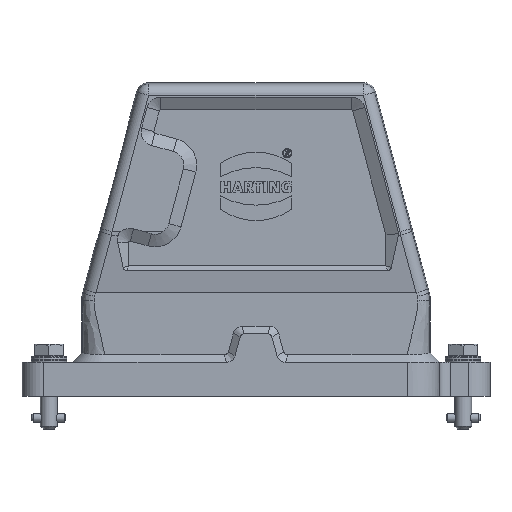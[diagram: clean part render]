
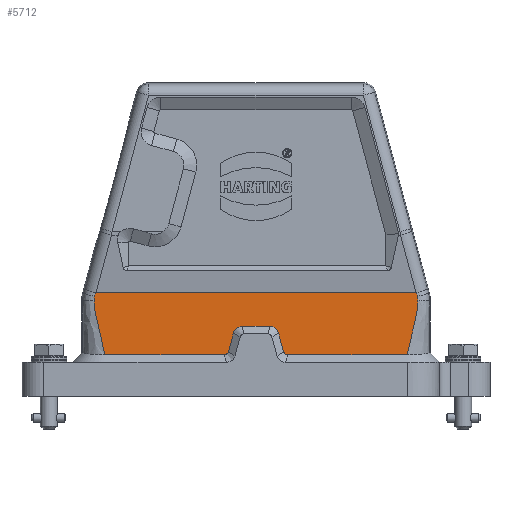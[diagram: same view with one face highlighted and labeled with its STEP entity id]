
A CAD part, front view. The second image highlights one B-rep face of the part: STEP entity #5712.
In plain terms, the highlighted planar face has unit normal (0, -1, 0).
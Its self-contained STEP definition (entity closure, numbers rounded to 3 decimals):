
#111=(
BOUNDED_CURVE()
B_SPLINE_CURVE(3,(#15214,#15215,#15216,#15217,#15218,#15219,#15220),
 .UNSPECIFIED.,.F.,.F.)
B_SPLINE_CURVE_WITH_KNOTS((4,3,4),(0.,0.333,1.),
 .UNSPECIFIED.)
CURVE()
GEOMETRIC_REPRESENTATION_ITEM()
RATIONAL_B_SPLINE_CURVE((1.,1.,1.,1.,1.,1.,1.))
REPRESENTATION_ITEM('')
);
#126=(
BOUNDED_CURVE()
B_SPLINE_CURVE(3,(#17328,#17329,#17330,#17331,#17332,#17333,#17334),
 .UNSPECIFIED.,.F.,.F.)
B_SPLINE_CURVE_WITH_KNOTS((4,3,4),(0.,0.667,1.),.UNSPECIFIED.)
CURVE()
GEOMETRIC_REPRESENTATION_ITEM()
RATIONAL_B_SPLINE_CURVE((1.,1.,1.,1.,1.,1.,1.))
REPRESENTATION_ITEM('')
);
#219=ELLIPSE('',#11686,6.001,6.);
#221=ELLIPSE('',#11691,6.001,6.);
#222=ELLIPSE('',#11692,33.546,4.);
#225=ELLIPSE('',#11701,33.546,4.);
#485=PLANE('',#12045);
#872=FACE_OUTER_BOUND('',#6472,.T.);
#1229=LINE('',#16039,#1854);
#1308=LINE('',#17356,#1933);
#1309=LINE('',#17380,#1934);
#1315=LINE('',#17842,#1940);
#1316=LINE('',#17866,#1941);
#1317=LINE('',#17879,#1942);
#1854=VECTOR('',#12890,1.);
#1933=VECTOR('',#13141,1.);
#1934=VECTOR('',#13158,1.);
#1940=VECTOR('',#13274,1.);
#1941=VECTOR('',#13277,1.);
#1942=VECTOR('',#13280,1.);
#2345=B_SPLINE_CURVE_WITH_KNOTS('',3,(#17614,#17615,#17616,#17617,#17618,
#17619,#17620,#17621),.UNSPECIFIED.,.F.,.F.,(4,2,2,4),(0.,0.25,0.5,1.),
 .UNSPECIFIED.);
#2348=B_SPLINE_CURVE_WITH_KNOTS('',3,(#17691,#17692,#17693,#17694,#17695,
#17696,#17697,#17698),.UNSPECIFIED.,.F.,.F.,(4,2,2,4),(0.,0.25,0.5,1.),
 .UNSPECIFIED.);
#2361=B_SPLINE_CURVE_WITH_KNOTS('',3,(#18001,#18002,#18003,#18004),
 .UNSPECIFIED.,.F.,.F.,(4,4),(0.,1.),.UNSPECIFIED.);
#2362=B_SPLINE_CURVE_WITH_KNOTS('',3,(#18017,#18018,#18019,#18020,#18021,
#18022),.UNSPECIFIED.,.F.,.F.,(4,2,4),(0.,0.5,1.),.UNSPECIFIED.);
#2363=B_SPLINE_CURVE_WITH_KNOTS('',3,(#18053,#18054,#18055,#18056),
 .UNSPECIFIED.,.F.,.F.,(4,4),(0.,1.),.UNSPECIFIED.);
#2364=B_SPLINE_CURVE_WITH_KNOTS('',3,(#18069,#18070,#18071,#18072,#18073,
#18074),.UNSPECIFIED.,.F.,.F.,(4,2,4),(0.,0.5,1.),.UNSPECIFIED.);
#5712=ADVANCED_FACE('',(#872),#485,.T.);
#6472=EDGE_LOOP('',(#8607,#8608,#8609,#8610,#8611,#8612,#8613,#8614,#8615,
#8616,#8617,#8618,#8619,#8620,#8621,#8622,#8623,#8624));
#8607=ORIENTED_EDGE('',*,*,#10276,.T.);
#8608=ORIENTED_EDGE('',*,*,#10288,.T.);
#8609=ORIENTED_EDGE('',*,*,#10261,.F.);
#8610=ORIENTED_EDGE('',*,*,#10206,.T.);
#8611=ORIENTED_EDGE('',*,*,#10210,.T.);
#8612=ORIENTED_EDGE('',*,*,#10214,.T.);
#8613=ORIENTED_EDGE('',*,*,#10219,.T.);
#8614=ORIENTED_EDGE('',*,*,#10065,.F.);
#8615=ORIENTED_EDGE('',*,*,#10211,.T.);
#8616=ORIENTED_EDGE('',*,*,#10207,.T.);
#8617=ORIENTED_EDGE('',*,*,#10202,.T.);
#8618=ORIENTED_EDGE('',*,*,#9830,.T.);
#8619=ORIENTED_EDGE('',*,*,#10258,.T.);
#8620=ORIENTED_EDGE('',*,*,#10290,.T.);
#8621=ORIENTED_EDGE('',*,*,#10281,.T.);
#8622=ORIENTED_EDGE('',*,*,#10291,.T.);
#8623=ORIENTED_EDGE('',*,*,#10279,.T.);
#8624=ORIENTED_EDGE('',*,*,#10289,.T.);
#9065=VERTEX_POINT('',#15213);
#9066=VERTEX_POINT('',#15221);
#9240=VERTEX_POINT('',#16038);
#9241=VERTEX_POINT('',#16040);
#9336=VERTEX_POINT('',#17297);
#9337=VERTEX_POINT('',#17323);
#9338=VERTEX_POINT('',#17327);
#9339=VERTEX_POINT('',#17357);
#9340=VERTEX_POINT('',#17361);
#9341=VERTEX_POINT('',#17379);
#9351=VERTEX_POINT('',#17613);
#9353=VERTEX_POINT('',#17699);
#9362=VERTEX_POINT('',#17841);
#9363=VERTEX_POINT('',#17843);
#9364=VERTEX_POINT('',#17865);
#9365=VERTEX_POINT('',#17867);
#9366=VERTEX_POINT('',#17880);
#9367=VERTEX_POINT('',#17881);
#9830=EDGE_CURVE('',#9066,#9065,#111,.T.);
#10065=EDGE_CURVE('',#9240,#9241,#1229,.T.);
#10202=EDGE_CURVE('',#9336,#9066,#219,.T.);
#10206=EDGE_CURVE('',#9337,#9338,#126,.T.);
#10207=EDGE_CURVE('',#9339,#9336,#1308,.T.);
#10210=EDGE_CURVE('',#9338,#9340,#221,.T.);
#10211=EDGE_CURVE('',#9240,#9339,#222,.T.);
#10214=EDGE_CURVE('',#9340,#9341,#1309,.T.);
#10219=EDGE_CURVE('',#9341,#9241,#225,.T.);
#10258=EDGE_CURVE('',#9065,#9351,#2345,.T.);
#10261=EDGE_CURVE('',#9337,#9353,#2348,.T.);
#10276=EDGE_CURVE('',#9363,#9362,#1315,.T.);
#10279=EDGE_CURVE('',#9365,#9364,#1316,.T.);
#10281=EDGE_CURVE('',#9366,#9367,#1317,.T.);
#10288=EDGE_CURVE('',#9362,#9353,#2361,.T.);
#10289=EDGE_CURVE('',#9364,#9363,#2362,.T.);
#10290=EDGE_CURVE('',#9351,#9366,#2363,.T.);
#10291=EDGE_CURVE('',#9367,#9365,#2364,.T.);
#11686=AXIS2_PLACEMENT_3D('',#17296,#13137,#13138);
#11691=AXIS2_PLACEMENT_3D('',#17362,#13148,#13149);
#11692=AXIS2_PLACEMENT_3D('',#17375,#13150,#13151);
#11701=AXIS2_PLACEMENT_3D('',#17411,#13169,#13170);
#12045=AXIS2_PLACEMENT_3D('',#19627,#14048,#14049);
#12890=DIRECTION('',(1.,0.,0.));
#13137=DIRECTION('',(0.,-1.,0.));
#13138=DIRECTION('',(-0.991,0.,0.131));
#13141=DIRECTION('',(-0.259,0.,-0.966));
#13148=DIRECTION('',(0.,-1.,0.));
#13149=DIRECTION('',(0.991,0.,0.131));
#13150=DIRECTION('',(0.,1.,0.));
#13151=DIRECTION('',(-0.261,0.,-0.965));
#13158=DIRECTION('',(-0.259,0.,0.966));
#13169=DIRECTION('',(0.,1.,0.));
#13170=DIRECTION('',(-0.261,0.,0.965));
#13274=DIRECTION('',(0.259,0.,-0.966));
#13277=DIRECTION('',(1.,0.,0.));
#13280=DIRECTION('',(0.259,0.,0.966));
#14048=DIRECTION('',(0.,-1.,0.));
#14049=DIRECTION('',(0.,0.,-1.));
#15213=CARTESIAN_POINT('',(-53.334,-26.4,-3.45));
#15214=CARTESIAN_POINT('',(-57.108,-26.4,15.582));
#15215=CARTESIAN_POINT('',(-57.108,-26.4,8.371));
#15216=CARTESIAN_POINT('',(-53.178,-26.4,1.161));
#15217=CARTESIAN_POINT('',(-53.178,-26.4,-6.05));
#15218=CARTESIAN_POINT('',(-53.178,-26.4,-20.471));
#15219=CARTESIAN_POINT('',(-53.178,-26.4,-34.893));
#15220=CARTESIAN_POINT('',(-53.178,-26.4,-49.314));
#15221=CARTESIAN_POINT('',(-57.108,-26.4,15.582));
#16038=CARTESIAN_POINT('',(-56.419,-26.4,18.45));
#16039=CARTESIAN_POINT('',(84.,-26.4,18.45));
#16040=CARTESIAN_POINT('',(56.419,-26.4,18.45));
#17296=CARTESIAN_POINT('',(-51.107,-26.4,15.582));
#17297=CARTESIAN_POINT('',(-56.904,-26.4,17.135));
#17323=CARTESIAN_POINT('',(53.334,-26.4,-3.45));
#17327=CARTESIAN_POINT('',(57.108,-26.4,15.582));
#17328=CARTESIAN_POINT('',(53.178,-26.4,-49.314));
#17329=CARTESIAN_POINT('',(53.178,-26.4,-34.893));
#17330=CARTESIAN_POINT('',(53.178,-26.4,-20.471));
#17331=CARTESIAN_POINT('',(53.178,-26.4,-6.05));
#17332=CARTESIAN_POINT('',(53.178,-26.4,1.161));
#17333=CARTESIAN_POINT('',(57.108,-26.4,8.371));
#17334=CARTESIAN_POINT('',(57.108,-26.4,15.582));
#17356=CARTESIAN_POINT('',(-56.902,-26.4,17.143));
#17357=CARTESIAN_POINT('',(-56.547,-26.4,18.467));
#17361=CARTESIAN_POINT('',(56.904,-26.4,17.135));
#17362=CARTESIAN_POINT('',(51.107,-26.4,15.582));
#17375=CARTESIAN_POINT('',(-47.797,-26.4,50.852));
#17379=CARTESIAN_POINT('',(56.547,-26.4,18.467));
#17380=CARTESIAN_POINT('',(56.824,-26.4,17.433));
#17411=CARTESIAN_POINT('',(47.797,-26.4,50.852));
#17613=CARTESIAN_POINT('',(-11.17,-26.4,-3.45));
#17614=CARTESIAN_POINT('',(-53.334,-26.4,-3.45));
#17615=CARTESIAN_POINT('',(-49.821,-26.4,-3.429));
#17616=CARTESIAN_POINT('',(-46.307,-26.4,-3.45));
#17617=CARTESIAN_POINT('',(-39.279,-26.4,-3.45));
#17618=CARTESIAN_POINT('',(-35.766,-26.4,-3.45));
#17619=CARTESIAN_POINT('',(-25.225,-26.4,-3.45));
#17620=CARTESIAN_POINT('',(-18.197,-26.4,-3.45));
#17621=CARTESIAN_POINT('',(-11.17,-26.4,-3.45));
#17691=CARTESIAN_POINT('',(53.334,-26.4,-3.45));
#17692=CARTESIAN_POINT('',(49.821,-26.4,-3.429));
#17693=CARTESIAN_POINT('',(46.307,-26.4,-3.45));
#17694=CARTESIAN_POINT('',(39.279,-26.4,-3.45));
#17695=CARTESIAN_POINT('',(35.766,-26.4,-3.45));
#17696=CARTESIAN_POINT('',(25.225,-26.4,-3.45));
#17697=CARTESIAN_POINT('',(18.197,-26.4,-3.45));
#17698=CARTESIAN_POINT('',(11.17,-26.4,-3.45));
#17699=CARTESIAN_POINT('',(11.17,-26.4,-3.45));
#17841=CARTESIAN_POINT('',(9.691,-26.4,-2.315));
#17842=CARTESIAN_POINT('',(15.602,-26.4,-24.377));
#17843=CARTESIAN_POINT('',(7.924,-26.4,4.28));
#17865=CARTESIAN_POINT('',(4.966,-26.4,6.55));
#17866=CARTESIAN_POINT('',(84.,-26.4,6.55));
#17867=CARTESIAN_POINT('',(-4.966,-26.4,6.55));
#17879=CARTESIAN_POINT('',(-4.349,-26.4,17.623));
#17880=CARTESIAN_POINT('',(-9.691,-26.4,-2.315));
#17881=CARTESIAN_POINT('',(-7.924,-26.4,4.28));
#18001=CARTESIAN_POINT('',(9.691,-26.4,-2.315));
#18002=CARTESIAN_POINT('',(9.869,-26.4,-2.978));
#18003=CARTESIAN_POINT('',(10.482,-26.4,-3.45));
#18004=CARTESIAN_POINT('',(11.17,-26.4,-3.45));
#18017=CARTESIAN_POINT('',(4.966,-26.4,6.55));
#18018=CARTESIAN_POINT('',(5.64,-26.4,6.55));
#18019=CARTESIAN_POINT('',(6.293,-26.4,6.323));
#18020=CARTESIAN_POINT('',(7.36,-26.4,5.504));
#18021=CARTESIAN_POINT('',(7.749,-26.4,4.931));
#18022=CARTESIAN_POINT('',(7.924,-26.4,4.28));
#18053=CARTESIAN_POINT('',(-11.17,-26.4,-3.45));
#18054=CARTESIAN_POINT('',(-10.483,-26.4,-3.45));
#18055=CARTESIAN_POINT('',(-9.869,-26.4,-2.98));
#18056=CARTESIAN_POINT('',(-9.691,-26.4,-2.315));
#18069=CARTESIAN_POINT('',(-7.924,-26.4,4.28));
#18070=CARTESIAN_POINT('',(-7.749,-26.4,4.931));
#18071=CARTESIAN_POINT('',(-7.361,-26.4,5.503));
#18072=CARTESIAN_POINT('',(-6.294,-26.4,6.322));
#18073=CARTESIAN_POINT('',(-5.64,-26.4,6.55));
#18074=CARTESIAN_POINT('',(-4.966,-26.4,6.55));
#19627=CARTESIAN_POINT('',(84.,-26.4,-6.05));
